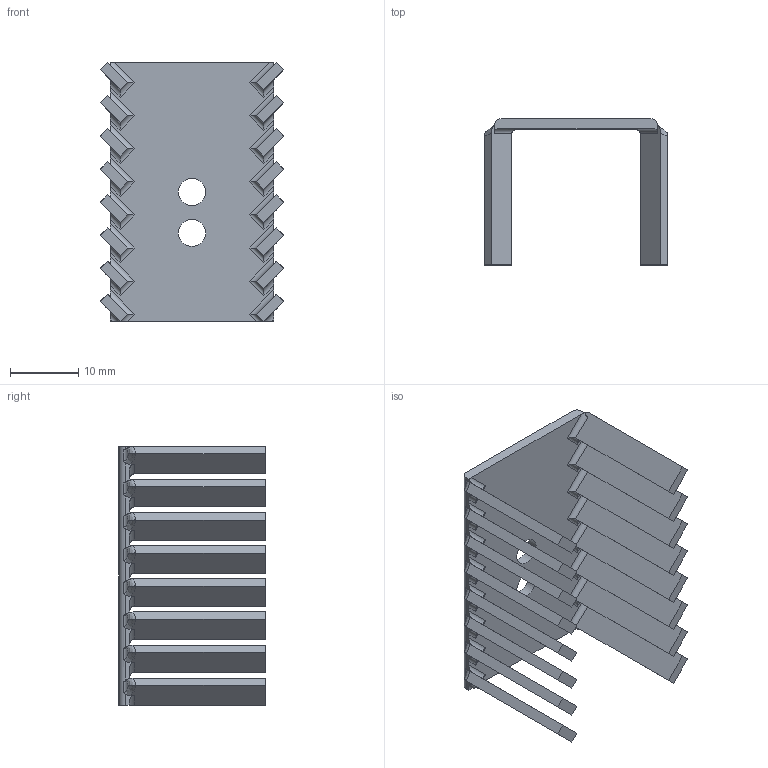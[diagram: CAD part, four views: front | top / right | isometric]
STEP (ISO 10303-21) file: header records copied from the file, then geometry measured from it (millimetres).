
FILE_DESCRIPTION(/* description */ (''),/* implementation_level */ '2;1');
FILE_NAME(/* name */ 'Heatsink.stp',/* time_stamp */ '2018-11-26T13:51:23+00:00',/* author */ ('eexdf1'),/* organization */ (''),/* preprocessor_version */ 'ST-DEVELOPER v17',/* originating_system */ 'Autodesk Inventor 2019',/* authorisation */ '');
FILE_SCHEMA (('AUTOMOTIVE_DESIGN { 1 0 10303 214 3 1 1 }'));
Length unit declared in the file: millimetre
Products named in the file (1): Heatsink
Bounding box: 27 x 21.5 x 38 mm (x, y, z)
Volume: 3324.1 mm3; surface area: 5599.7 mm2
Topology: 1 solids, 1 shells, 220 faces, 606 edges, 388 vertices
Faces by surface type: plane 104, cylinder 68, bspline 48
Full cylindrical faces by diameter (mm): 4 x2
Entity records: 8287 total; most frequent: CARTESIAN_POINT 2767, ORIENTED_EDGE 1212, DIRECTION 1078, EDGE_CURVE 606, VERTEX_POINT 388, AXIS2_PLACEMENT_3D 379, LINE 320, VECTOR 320
